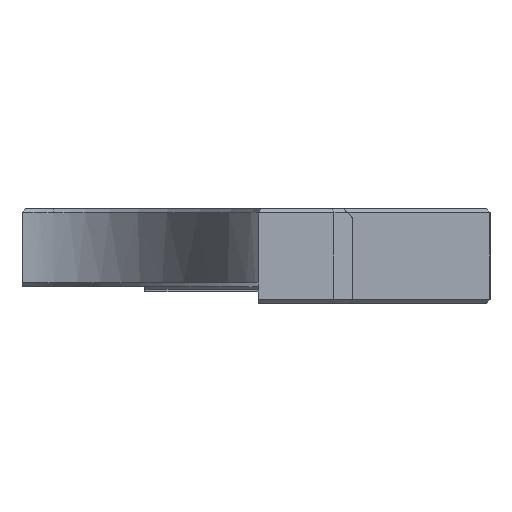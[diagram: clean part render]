
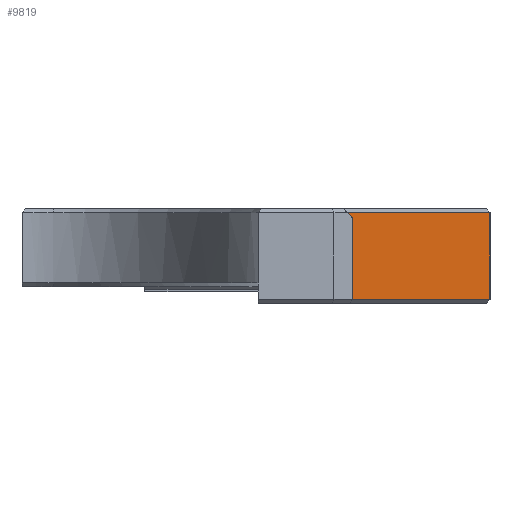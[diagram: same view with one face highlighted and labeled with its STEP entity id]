
A CAD part, left-side view. The second image highlights one B-rep face of the part: STEP entity #9819.
In plain terms, the highlighted planar face has unit normal (-1, 0, 0).
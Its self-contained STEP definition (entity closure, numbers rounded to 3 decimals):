
#3843 = PLANE('',#3844);
#3844 = AXIS2_PLACEMENT_3D('',#3845,#3846,#3847);
#3845 = CARTESIAN_POINT('',(53.3,8.5,-2.3));
#3846 = DIRECTION('',(-0.707,0.,-0.707));
#3847 = DIRECTION('',(-0.,1.,-0.));
#4024 = CYLINDRICAL_SURFACE('',#4025,3.5);
#4025 = AXIS2_PLACEMENT_3D('',#4026,#4027,#4028);
#4026 = CARTESIAN_POINT('',(49.6,8.5,7.5));
#4027 = DIRECTION('',(-0.,-0.,-1.));
#4028 = DIRECTION('',(0.,1.,0.));
#7073 = VERTEX_POINT('',#7074);
#7074 = CARTESIAN_POINT('',(53.1,8.5,-2.1));
#7122 = EDGE_CURVE('',#7073,#7123,#7125,.T.);
#7123 = VERTEX_POINT('',#7124);
#7124 = CARTESIAN_POINT('',(53.1,-7.5,-2.1));
#7125 = SURFACE_CURVE('',#7126,(#7130,#7137),.PCURVE_S1.);
#7126 = LINE('',#7127,#7128);
#7127 = CARTESIAN_POINT('',(53.1,8.5,-2.1));
#7128 = VECTOR('',#7129,1.);
#7129 = DIRECTION('',(-0.,-1.,-0.));
#7130 = PCURVE('',#3843,#7131);
#7131 = DEFINITIONAL_REPRESENTATION('',(#7132),#7136);
#7132 = LINE('',#7133,#7134);
#7133 = CARTESIAN_POINT('',(-0.,-0.283));
#7134 = VECTOR('',#7135,1.);
#7135 = DIRECTION('',(-1.,0.));
#7136 = ( GEOMETRIC_REPRESENTATION_CONTEXT(2) 
PARAMETRIC_REPRESENTATION_CONTEXT() REPRESENTATION_CONTEXT('2D SPACE',''
  ) );
#7137 = PCURVE('',#7138,#7143);
#7138 = PLANE('',#7139);
#7139 = AXIS2_PLACEMENT_3D('',#7140,#7141,#7142);
#7140 = CARTESIAN_POINT('',(53.1,-7.5,7.5));
#7141 = DIRECTION('',(1.,0.,0.));
#7142 = DIRECTION('',(0.,1.,0.));
#7143 = DEFINITIONAL_REPRESENTATION('',(#7144),#7148);
#7144 = LINE('',#7145,#7146);
#7145 = CARTESIAN_POINT('',(16.,-9.6));
#7146 = VECTOR('',#7147,1.);
#7147 = DIRECTION('',(-1.,0.));
#7148 = ( GEOMETRIC_REPRESENTATION_CONTEXT(2) 
PARAMETRIC_REPRESENTATION_CONTEXT() REPRESENTATION_CONTEXT('2D SPACE',''
  ) );
#7192 = PLANE('',#7193);
#7193 = AXIS2_PLACEMENT_3D('',#7194,#7195,#7196);
#7194 = CARTESIAN_POINT('',(53.1,-7.5,7.5));
#7195 = DIRECTION('',(0.,-1.,0.));
#7196 = DIRECTION('',(1.,0.,0.));
#7335 = VERTEX_POINT('',#7336);
#7336 = CARTESIAN_POINT('',(53.1,8.5,7.1));
#7363 = EDGE_CURVE('',#7335,#7073,#7364,.T.);
#7364 = SURFACE_CURVE('',#7365,(#7369,#7376),.PCURVE_S1.);
#7365 = LINE('',#7366,#7367);
#7366 = CARTESIAN_POINT('',(53.1,8.5,7.5));
#7367 = VECTOR('',#7368,1.);
#7368 = DIRECTION('',(-0.,-0.,-1.));
#7369 = PCURVE('',#4024,#7370);
#7370 = DEFINITIONAL_REPRESENTATION('',(#7371),#7375);
#7371 = LINE('',#7372,#7373);
#7372 = CARTESIAN_POINT('',(1.571,0.));
#7373 = VECTOR('',#7374,1.);
#7374 = DIRECTION('',(0.,1.));
#7375 = ( GEOMETRIC_REPRESENTATION_CONTEXT(2) 
PARAMETRIC_REPRESENTATION_CONTEXT() REPRESENTATION_CONTEXT('2D SPACE',''
  ) );
#7376 = PCURVE('',#7138,#7377);
#7377 = DEFINITIONAL_REPRESENTATION('',(#7378),#7382);
#7378 = LINE('',#7379,#7380);
#7379 = CARTESIAN_POINT('',(16.,0.));
#7380 = VECTOR('',#7381,1.);
#7381 = DIRECTION('',(0.,-1.));
#7382 = ( GEOMETRIC_REPRESENTATION_CONTEXT(2) 
PARAMETRIC_REPRESENTATION_CONTEXT() REPRESENTATION_CONTEXT('2D SPACE',''
  ) );
#8520 = PLANE('',#8521);
#8521 = AXIS2_PLACEMENT_3D('',#8522,#8523,#8524);
#8522 = CARTESIAN_POINT('',(53.3,8.5,7.3));
#8523 = DIRECTION('',(0.707,0.,-0.707));
#8524 = DIRECTION('',(0.,-1.,0.));
#9819 = ADVANCED_FACE('',(#9820),#7138,.F.);
#9820 = FACE_BOUND('',#9821,.F.);
#9821 = EDGE_LOOP('',(#9822,#9823,#9846,#9867));
#9822 = ORIENTED_EDGE('',*,*,#7363,.F.);
#9823 = ORIENTED_EDGE('',*,*,#9824,.T.);
#9824 = EDGE_CURVE('',#7335,#9825,#9827,.T.);
#9825 = VERTEX_POINT('',#9826);
#9826 = CARTESIAN_POINT('',(53.1,-7.5,7.1));
#9827 = SURFACE_CURVE('',#9828,(#9832,#9839),.PCURVE_S1.);
#9828 = LINE('',#9829,#9830);
#9829 = CARTESIAN_POINT('',(53.1,8.5,7.1));
#9830 = VECTOR('',#9831,1.);
#9831 = DIRECTION('',(-0.,-1.,-0.));
#9832 = PCURVE('',#7138,#9833);
#9833 = DEFINITIONAL_REPRESENTATION('',(#9834),#9838);
#9834 = LINE('',#9835,#9836);
#9835 = CARTESIAN_POINT('',(16.,-0.4));
#9836 = VECTOR('',#9837,1.);
#9837 = DIRECTION('',(-1.,0.));
#9838 = ( GEOMETRIC_REPRESENTATION_CONTEXT(2) 
PARAMETRIC_REPRESENTATION_CONTEXT() REPRESENTATION_CONTEXT('2D SPACE',''
  ) );
#9839 = PCURVE('',#8520,#9840);
#9840 = DEFINITIONAL_REPRESENTATION('',(#9841),#9845);
#9841 = LINE('',#9842,#9843);
#9842 = CARTESIAN_POINT('',(-0.,0.283));
#9843 = VECTOR('',#9844,1.);
#9844 = DIRECTION('',(1.,0.));
#9845 = ( GEOMETRIC_REPRESENTATION_CONTEXT(2) 
PARAMETRIC_REPRESENTATION_CONTEXT() REPRESENTATION_CONTEXT('2D SPACE',''
  ) );
#9846 = ORIENTED_EDGE('',*,*,#9847,.T.);
#9847 = EDGE_CURVE('',#9825,#7123,#9848,.T.);
#9848 = SURFACE_CURVE('',#9849,(#9853,#9860),.PCURVE_S1.);
#9849 = LINE('',#9850,#9851);
#9850 = CARTESIAN_POINT('',(53.1,-7.5,7.5));
#9851 = VECTOR('',#9852,1.);
#9852 = DIRECTION('',(-0.,-0.,-1.));
#9853 = PCURVE('',#7138,#9854);
#9854 = DEFINITIONAL_REPRESENTATION('',(#9855),#9859);
#9855 = LINE('',#9856,#9857);
#9856 = CARTESIAN_POINT('',(0.,0.));
#9857 = VECTOR('',#9858,1.);
#9858 = DIRECTION('',(0.,-1.));
#9859 = ( GEOMETRIC_REPRESENTATION_CONTEXT(2) 
PARAMETRIC_REPRESENTATION_CONTEXT() REPRESENTATION_CONTEXT('2D SPACE',''
  ) );
#9860 = PCURVE('',#7192,#9861);
#9861 = DEFINITIONAL_REPRESENTATION('',(#9862),#9866);
#9862 = LINE('',#9863,#9864);
#9863 = CARTESIAN_POINT('',(0.,0.));
#9864 = VECTOR('',#9865,1.);
#9865 = DIRECTION('',(0.,-1.));
#9866 = ( GEOMETRIC_REPRESENTATION_CONTEXT(2) 
PARAMETRIC_REPRESENTATION_CONTEXT() REPRESENTATION_CONTEXT('2D SPACE',''
  ) );
#9867 = ORIENTED_EDGE('',*,*,#7122,.F.);
